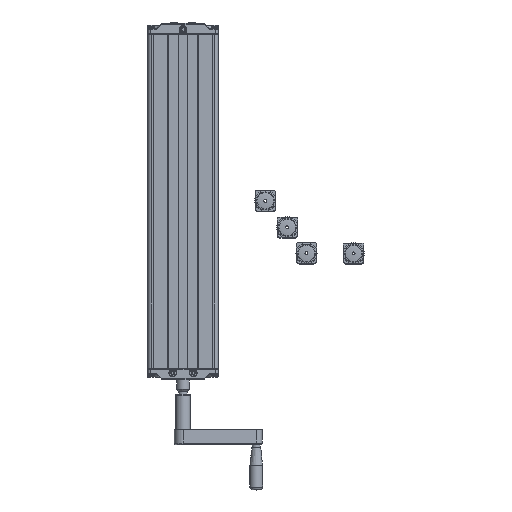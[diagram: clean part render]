
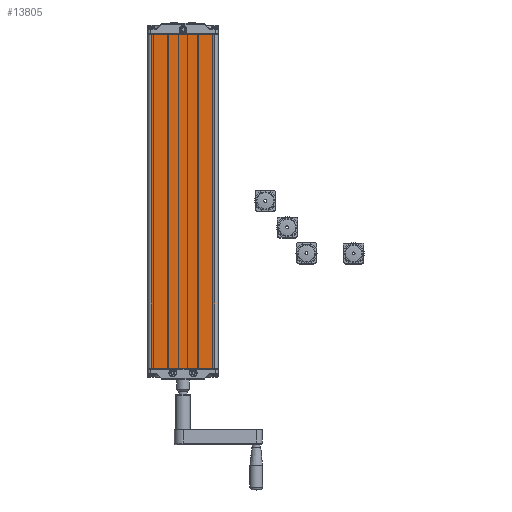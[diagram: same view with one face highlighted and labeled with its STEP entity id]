
A CAD part, top view. The second image highlights one B-rep face of the part: STEP entity #13805.
In plain terms, the highlighted planar face has unit normal (0, 0, 1).
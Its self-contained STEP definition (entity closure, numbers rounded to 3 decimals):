
#864=PLANE('',#15166);
#1167=FACE_OUTER_BOUND('',#2032,.T.);
#2032=EDGE_LOOP('',(#9394,#9395,#9396,#9397));
#3018=LINE('',#21878,#4000);
#3019=LINE('',#21880,#4001);
#3020=LINE('',#21882,#4002);
#3021=LINE('',#21883,#4003);
#4000=VECTOR('',#17120,569.5);
#4001=VECTOR('',#17121,108.);
#4002=VECTOR('',#17122,569.5);
#4003=VECTOR('',#17123,108.);
#5966=VERTEX_POINT('',#21876);
#5967=VERTEX_POINT('',#21877);
#5968=VERTEX_POINT('',#21879);
#5969=VERTEX_POINT('',#21881);
#7272=EDGE_CURVE('',#5966,#5967,#3018,.F.);
#7273=EDGE_CURVE('',#5967,#5968,#3019,.T.);
#7274=EDGE_CURVE('',#5968,#5969,#3020,.T.);
#7275=EDGE_CURVE('',#5969,#5966,#3021,.F.);
#9394=ORIENTED_EDGE('',*,*,#7272,.T.);
#9395=ORIENTED_EDGE('',*,*,#7273,.T.);
#9396=ORIENTED_EDGE('',*,*,#7274,.T.);
#9397=ORIENTED_EDGE('',*,*,#7275,.T.);
#13805=ADVANCED_FACE('',(#1167),#864,.T.);
#15166=AXIS2_PLACEMENT_3D('',#21875,#17118,#17119);
#17118=DIRECTION('center_axis',(0.,0.,1.));
#17119=DIRECTION('ref_axis',(1.,0.,0.));
#17120=DIRECTION('',(0.,-1.,0.));
#17121=DIRECTION('',(-1.,0.,0.));
#17122=DIRECTION('',(0.,-1.,0.));
#17123=DIRECTION('',(-1.,0.,0.));
#21875=CARTESIAN_POINT('Origin',(60.,570.5,30.));
#21876=CARTESIAN_POINT('',(54.,0.5,30.));
#21877=CARTESIAN_POINT('',(54.,570.,30.));
#21878=CARTESIAN_POINT('',(54.,570.,30.));
#21879=CARTESIAN_POINT('',(-54.,570.,30.));
#21880=CARTESIAN_POINT('',(54.,570.,30.));
#21881=CARTESIAN_POINT('',(-54.,0.5,30.));
#21882=CARTESIAN_POINT('',(-54.,570.,30.));
#21883=CARTESIAN_POINT('',(54.,0.5,30.));
